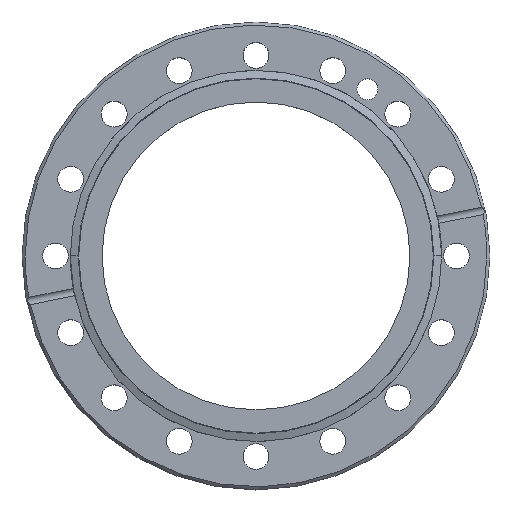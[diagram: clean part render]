
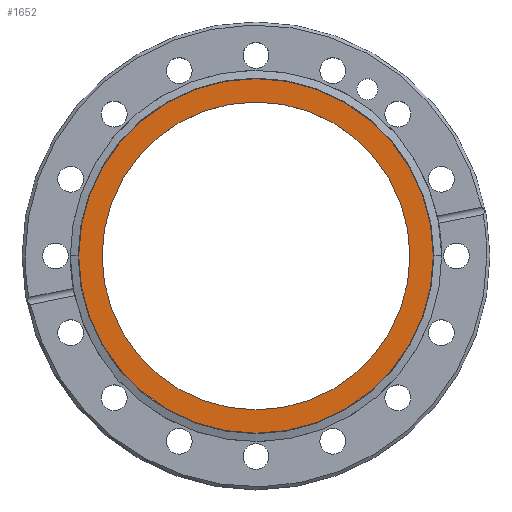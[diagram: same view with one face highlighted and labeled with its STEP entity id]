
A CAD part, top view. The second image highlights one B-rep face of the part: STEP entity #1652.
In plain terms, the highlighted planar face has unit normal (0, 0, 1).
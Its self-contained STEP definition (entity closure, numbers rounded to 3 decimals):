
#38 = CIRCLE ( 'NONE', #1699, 57.598 ) ;
#91 = DIRECTION ( 'NONE',  ( 1., 0., 0. ) ) ;
#99 = DIRECTION ( 'NONE',  ( 0., 0., -1. ) ) ;
#103 = CARTESIAN_POINT ( 'NONE',  ( 0., 0., -1.2 ) ) ;
#243 = DIRECTION ( 'NONE',  ( 0., 0., 1. ) ) ;
#245 = CIRCLE ( 'NONE', #1994, 57.598 ) ;
#583 = AXIS2_PLACEMENT_3D ( 'NONE', #792, #243, #1305 ) ;
#673 = EDGE_CURVE ( 'NONE', #1190, #2007, #1938, .T. ) ;
#704 = PLANE ( 'NONE',  #583 ) ;
#741 = AXIS2_PLACEMENT_3D ( 'NONE', #2227, #2096, #2088 ) ;
#792 = CARTESIAN_POINT ( 'NONE',  ( 0., 0., -1.2 ) ) ;
#831 = CARTESIAN_POINT ( 'NONE',  ( 57.598, 0., -1.2 ) ) ;
#861 = DIRECTION ( 'NONE',  ( 1., 0., 0. ) ) ;
#899 = DIRECTION ( 'NONE',  ( 0., 0., 1. ) ) ;
#979 = VERTEX_POINT ( 'NONE', #2009 ) ;
#1026 = CARTESIAN_POINT ( 'NONE',  ( -50., 0., -1.2 ) ) ;
#1035 = EDGE_LOOP ( 'NONE', ( #1650, #2106 ) ) ;
#1135 = DIRECTION ( 'NONE',  ( 1., 0., 0. ) ) ;
#1160 = DIRECTION ( 'NONE',  ( 0., 0., 1. ) ) ;
#1190 = VERTEX_POINT ( 'NONE', #1026 ) ;
#1254 = ORIENTED_EDGE ( 'NONE', *, *, #2182, .T. ) ;
#1292 = CARTESIAN_POINT ( 'NONE',  ( 0., 0., -1.2 ) ) ;
#1305 = DIRECTION ( 'NONE',  ( 1., 0., 0. ) ) ;
#1342 = CIRCLE ( 'NONE', #741, 50. ) ;
#1351 = EDGE_LOOP ( 'NONE', ( #1773, #1254 ) ) ;
#1454 = EDGE_CURVE ( 'NONE', #1942, #979, #245, .T. ) ;
#1650 = ORIENTED_EDGE ( 'NONE', *, *, #673, .T. ) ;
#1652 = ADVANCED_FACE ( 'NONE', ( #1891, #1937 ), #704, .T. ) ;
#1699 = AXIS2_PLACEMENT_3D ( 'NONE', #1292, #1160, #1135 ) ;
#1738 = CARTESIAN_POINT ( 'NONE',  ( 0., 0., -1.2 ) ) ;
#1773 = ORIENTED_EDGE ( 'NONE', *, *, #1454, .T. ) ;
#1891 = FACE_OUTER_BOUND ( 'NONE', #1351, .T. ) ;
#1906 = AXIS2_PLACEMENT_3D ( 'NONE', #103, #99, #91 ) ;
#1937 = FACE_BOUND ( 'NONE', #1035, .T. ) ;
#1938 = CIRCLE ( 'NONE', #1906, 50. ) ;
#1942 = VERTEX_POINT ( 'NONE', #831 ) ;
#1994 = AXIS2_PLACEMENT_3D ( 'NONE', #1738, #899, #861 ) ;
#2007 = VERTEX_POINT ( 'NONE', #2159 ) ;
#2009 = CARTESIAN_POINT ( 'NONE',  ( -57.598, 0., -1.2 ) ) ;
#2088 = DIRECTION ( 'NONE',  ( 1., 0., 0. ) ) ;
#2096 = DIRECTION ( 'NONE',  ( 0., 0., -1. ) ) ;
#2106 = ORIENTED_EDGE ( 'NONE', *, *, #2119, .T. ) ;
#2119 = EDGE_CURVE ( 'NONE', #2007, #1190, #1342, .T. ) ;
#2159 = CARTESIAN_POINT ( 'NONE',  ( 50., 0., -1.2 ) ) ;
#2182 = EDGE_CURVE ( 'NONE', #979, #1942, #38, .T. ) ;
#2227 = CARTESIAN_POINT ( 'NONE',  ( 0., 0., -1.2 ) ) ;
